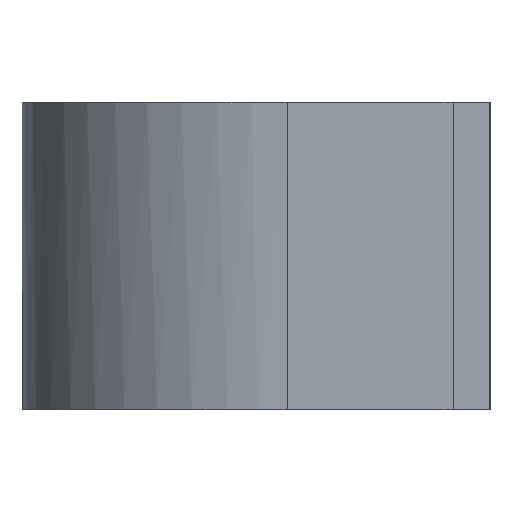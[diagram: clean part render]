
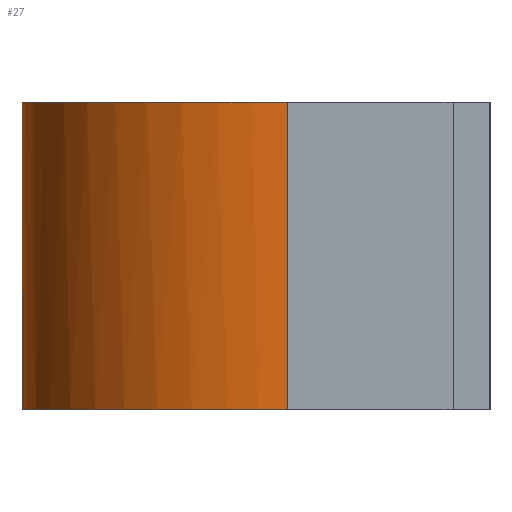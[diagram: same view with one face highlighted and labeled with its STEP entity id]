
A CAD part, left-side view. The second image highlights one B-rep face of the part: STEP entity #27.
In plain terms, the highlighted free-form (B-spline) face has degree [2, 1] with [9, 2] control points.
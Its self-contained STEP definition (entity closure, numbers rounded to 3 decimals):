
#27=ADVANCED_FACE('',(#47),#291,.T.);
#47=FACE_OUTER_BOUND('',#69,.T.);
#69=EDGE_LOOP('',(#131,#132,#133,#134));
#131=ORIENTED_EDGE('',*,*,#206,.T.);
#132=ORIENTED_EDGE('',*,*,#204,.T.);
#133=ORIENTED_EDGE('',*,*,#187,.T.);
#134=ORIENTED_EDGE('',*,*,#205,.T.);
#187=EDGE_CURVE('',#263,#274,#241,.T.);
#204=EDGE_CURVE('',#287,#263,#219,.T.);
#205=EDGE_CURVE('',#274,#290,#220,.T.);
#206=EDGE_CURVE('',#290,#287,#256,.T.);
#219=(
BOUNDED_CURVE()
B_SPLINE_CURVE(2,(#553,#554,#555,#556,#557),.UNSPECIFIED.,.F.,.F.)
B_SPLINE_CURVE_WITH_KNOTS((3,2,3),(-66.113,-33.056,0.),
 .UNSPECIFIED.)
CURVE()
GEOMETRIC_REPRESENTATION_ITEM()
RATIONAL_B_SPLINE_CURVE((1.,0.719,1.,0.719,1.))
REPRESENTATION_ITEM('')
);
#220=(
BOUNDED_CURVE()
B_SPLINE_CURVE(2,(#558,#559,#560,#561,#562),.UNSPECIFIED.,.F.,.F.)
B_SPLINE_CURVE_WITH_KNOTS((3,2,3),(0.,33.056,66.113),
 .UNSPECIFIED.)
CURVE()
GEOMETRIC_REPRESENTATION_ITEM()
RATIONAL_B_SPLINE_CURVE((1.,0.719,1.,0.719,1.))
REPRESENTATION_ITEM('')
);
#241=B_SPLINE_CURVE_WITH_KNOTS('',1,(#517,#518),.UNSPECIFIED.,.F.,.F.,(2,
2),(-25.,0.),.UNSPECIFIED.);
#256=B_SPLINE_CURVE_WITH_KNOTS('',1,(#563,#564),.UNSPECIFIED.,.F.,.F.,(2,
2),(0.,25.),.UNSPECIFIED.);
#263=VERTEX_POINT('',#457);
#274=VERTEX_POINT('',#468);
#287=VERTEX_POINT('',#481);
#290=VERTEX_POINT('',#484);
#291=(
BOUNDED_SURFACE()
B_SPLINE_SURFACE(2,1,((#379,#380),(#381,#382),(#383,#384),(#385,#386),(#387,
#388),(#389,#390),(#391,#392),(#393,#394),(#395,#396)),.UNSPECIFIED.,.T.,
 .F.,.F.)
B_SPLINE_SURFACE_WITH_KNOTS((3,2,2,2,3),(2,2),(0.,33.808,67.615,
101.423,135.23),(0.,30.002),.UNSPECIFIED.)
GEOMETRIC_REPRESENTATION_ITEM()
RATIONAL_B_SPLINE_SURFACE(((1.,1.),(0.707,0.707),
(1.,1.),(0.707,0.707),(1.,1.),(0.707,
0.707),(1.,1.),(0.707,0.707),(1.,1.)))
REPRESENTATION_ITEM('')
SURFACE()
);
#379=CARTESIAN_POINT('',(70.045,16.477,15.001));
#380=CARTESIAN_POINT('',(70.045,16.477,-15.001));
#381=CARTESIAN_POINT('',(70.045,-5.045,15.001));
#382=CARTESIAN_POINT('',(70.045,-5.045,-15.001));
#383=CARTESIAN_POINT('',(48.523,-5.045,15.001));
#384=CARTESIAN_POINT('',(48.523,-5.045,-15.001));
#385=CARTESIAN_POINT('',(27.,-5.045,15.001));
#386=CARTESIAN_POINT('',(27.,-5.045,-15.001));
#387=CARTESIAN_POINT('',(27.,16.477,15.001));
#388=CARTESIAN_POINT('',(27.,16.477,-15.001));
#389=CARTESIAN_POINT('',(27.,38.,15.001));
#390=CARTESIAN_POINT('',(27.,38.,-15.001));
#391=CARTESIAN_POINT('',(48.523,38.,15.001));
#392=CARTESIAN_POINT('',(48.523,38.,-15.001));
#393=CARTESIAN_POINT('',(70.045,38.,15.001));
#394=CARTESIAN_POINT('',(70.045,38.,-15.001));
#395=CARTESIAN_POINT('',(70.045,16.477,15.001));
#396=CARTESIAN_POINT('',(70.045,16.477,-15.001));
#457=CARTESIAN_POINT('',(27.,16.477,-12.5));
#468=CARTESIAN_POINT('',(27.,16.477,12.5));
#481=CARTESIAN_POINT('',(69.993,17.979,-12.5));
#484=CARTESIAN_POINT('',(69.993,17.979,12.5));
#517=CARTESIAN_POINT('',(27.,16.477,-12.5));
#518=CARTESIAN_POINT('',(27.,16.477,12.5));
#553=CARTESIAN_POINT('',(69.993,17.979,-12.5));
#554=CARTESIAN_POINT('',(68.543,38.712,-12.5));
#555=CARTESIAN_POINT('',(47.771,37.987,-12.5));
#556=CARTESIAN_POINT('',(27.,37.262,-12.5));
#557=CARTESIAN_POINT('',(27.,16.477,-12.5));
#558=CARTESIAN_POINT('',(27.,16.477,12.5));
#559=CARTESIAN_POINT('',(27.,37.262,12.5));
#560=CARTESIAN_POINT('',(47.771,37.987,12.5));
#561=CARTESIAN_POINT('',(68.543,38.712,12.5));
#562=CARTESIAN_POINT('',(69.993,17.979,12.5));
#563=CARTESIAN_POINT('',(69.993,17.979,12.5));
#564=CARTESIAN_POINT('',(69.993,17.979,-12.5));
